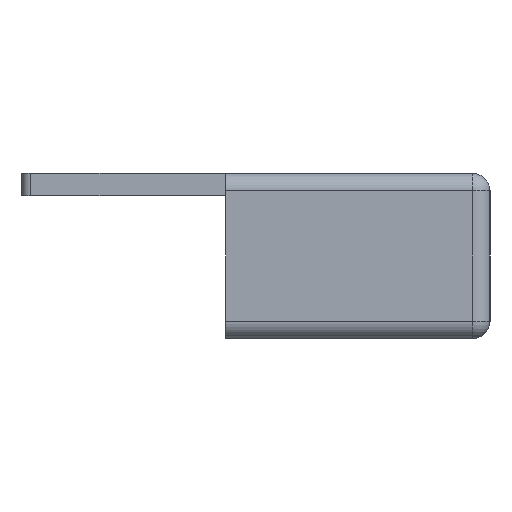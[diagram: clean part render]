
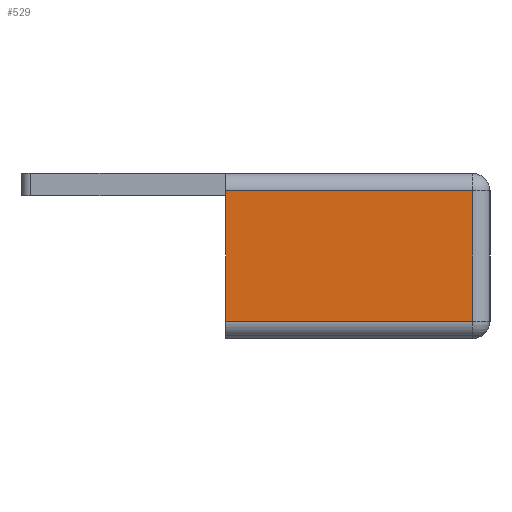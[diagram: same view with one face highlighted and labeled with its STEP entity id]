
A CAD part, left-side view. The second image highlights one B-rep face of the part: STEP entity #529.
In plain terms, the highlighted planar face has unit normal (-1, 0, 0).
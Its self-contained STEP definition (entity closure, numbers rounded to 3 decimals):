
#529=ADVANCED_FACE('',(#886),#887,.F.);
#886=FACE_OUTER_BOUND('',#1180,.T.);
#887=PLANE('',#1181);
#1180=EDGE_LOOP('',(#1899,#1900,#1901,#1902));
#1181=AXIS2_PLACEMENT_3D('',#1903,#1904,#1905);
#1899=ORIENTED_EDGE('',*,*,#2237,.T.);
#1900=ORIENTED_EDGE('',*,*,#2252,.T.);
#1901=ORIENTED_EDGE('',*,*,#2253,.T.);
#1902=ORIENTED_EDGE('',*,*,#2254,.T.);
#1903=CARTESIAN_POINT('',(0.0,7.6,4.75));
#1904=DIRECTION('',(1.0,0.0,0.0));
#1905=DIRECTION('',(0.0,-1.0,0.0));
#2237=EDGE_CURVE('',#2654,#2650,#2655,.T.);
#2252=EDGE_CURVE('',#2650,#2672,#2673,.T.);
#2253=EDGE_CURVE('',#2672,#2674,#2675,.T.);
#2254=EDGE_CURVE('',#2674,#2654,#2676,.T.);
#2650=VERTEX_POINT('',#3209);
#2654=VERTEX_POINT('',#3213);
#2655=LINE('',#3214,#3215);
#2672=VERTEX_POINT('',#3235);
#2673=LINE('',#3236,#3237);
#2674=VERTEX_POINT('',#3238);
#2675=LINE('',#3239,#3240);
#2676=LINE('',#3241,#3242);
#3209=CARTESIAN_POINT('',(0.,1.,8.5));
#3213=CARTESIAN_POINT('',(0.,1.,1.));
#3214=CARTESIAN_POINT('',(0.0,1.,4.75));
#3215=VECTOR('',#3531,1.0);
#3235=CARTESIAN_POINT('',(0.,15.2,8.5));
#3236=CARTESIAN_POINT('',(0.,3.8,8.5));
#3237=VECTOR('',#3553,1.0);
#3238=CARTESIAN_POINT('',(0.0,15.2,1.0));
#3239=CARTESIAN_POINT('',(0.0,15.2,4.75));
#3240=VECTOR('',#3554,1.0);
#3241=CARTESIAN_POINT('',(0.,19.0,1.));
#3242=VECTOR('',#3555,1.0);
#3531=DIRECTION('',(-0.0,0.0,1.0));
#3553=DIRECTION('',(-0.0,1.0,0.0));
#3554=DIRECTION('',(0.0,0.0,-1.0));
#3555=DIRECTION('',(0.0,-1.0,0.0));
